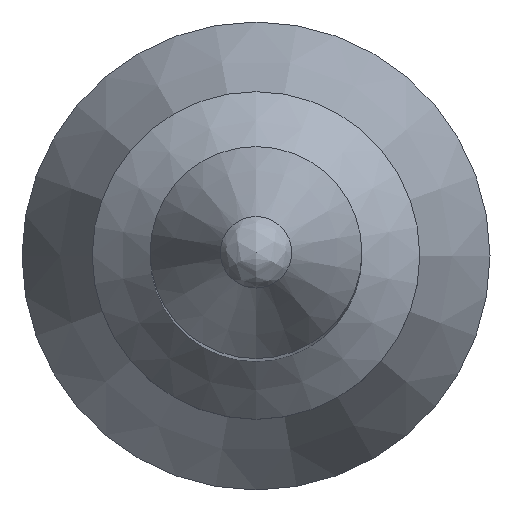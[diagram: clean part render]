
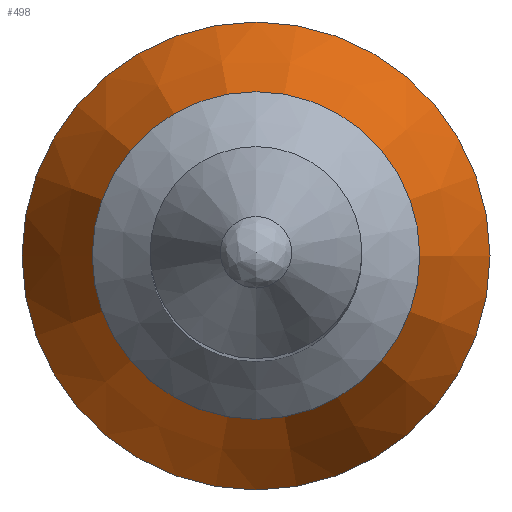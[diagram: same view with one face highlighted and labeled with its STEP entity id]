
A CAD part, top view. The second image highlights one B-rep face of the part: STEP entity #498.
In plain terms, the highlighted conical face has half-angle 24.513 degrees and reference radius 1.75 mm.
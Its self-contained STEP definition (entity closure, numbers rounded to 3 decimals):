
#204=CONICAL_SURFACE('',#3099,1.75,24.513);
#498=ADVANCED_FACE('',(#617,#618),#204,.T.);
#617=FACE_BOUND('',#781,.T.);
#618=FACE_BOUND('',#782,.T.);
#781=EDGE_LOOP('',(#1343));
#782=EDGE_LOOP('',(#1344));
#1343=ORIENTED_EDGE('',*,*,#1831,.T.);
#1344=ORIENTED_EDGE('',*,*,#1832,.F.);
#1548=VERTEX_POINT('',#5401);
#1549=VERTEX_POINT('',#5403);
#1831=EDGE_CURVE('',#1548,#1548,#1881,.T.);
#1832=EDGE_CURVE('',#1549,#1549,#1966,.T.);
#1881=B_SPLINE_CURVE_WITH_KNOTS('',3,(#5383,#5384,#5385,#5386,#5387,#5388,
#5389,#5390,#5391,#5392,#5393,#5394,#5395,#5396,#5397,#5398,#5399,#5400),
 .UNSPECIFIED.,.T.,.F.,(2,2,2,2,2,2,2,2,2,2,2),(-0.125,0.,0.125,0.25,0.375,
0.5,0.625,0.75,0.875,1.,1.125),.UNSPECIFIED.);
#1966=CIRCLE('',#3098,1.75);
#3098=AXIS2_PLACEMENT_3D('',#5402,#3773,#3774);
#3099=AXIS2_PLACEMENT_3D('',#5404,#3775,#3776);
#3773=DIRECTION('',(0.,0.,-1.));
#3774=DIRECTION('',(-1.,0.,0.));
#3775=DIRECTION('',(0.,0.,-1.));
#3776=DIRECTION('',(-1.,0.,0.));
#5383=CARTESIAN_POINT('',(-0.9,-0.236,10.997));
#5384=CARTESIAN_POINT('',(-0.9,0.236,10.997));
#5385=CARTESIAN_POINT('',(-0.803,0.47,10.997));
#5386=CARTESIAN_POINT('',(-0.47,0.803,10.997));
#5387=CARTESIAN_POINT('',(-0.236,0.9,10.997));
#5388=CARTESIAN_POINT('',(0.236,0.9,10.997));
#5389=CARTESIAN_POINT('',(0.47,0.803,10.997));
#5390=CARTESIAN_POINT('',(0.803,0.47,10.997));
#5391=CARTESIAN_POINT('',(0.9,0.236,10.997));
#5392=CARTESIAN_POINT('',(0.9,-0.236,10.997));
#5393=CARTESIAN_POINT('',(0.803,-0.47,10.997));
#5394=CARTESIAN_POINT('',(0.47,-0.803,10.997));
#5395=CARTESIAN_POINT('',(0.236,-0.9,10.997));
#5396=CARTESIAN_POINT('',(-0.236,-0.9,10.997));
#5397=CARTESIAN_POINT('',(-0.47,-0.803,10.997));
#5398=CARTESIAN_POINT('',(-0.803,-0.47,10.997));
#5399=CARTESIAN_POINT('',(-0.9,-0.236,10.997));
#5400=CARTESIAN_POINT('',(-0.9,0.236,10.997));
#5401=CARTESIAN_POINT('',(-0.9,0.,10.997));
#5402=CARTESIAN_POINT('',(0.,0.,9.133));
#5403=CARTESIAN_POINT('',(-1.75,0.,9.133));
#5404=CARTESIAN_POINT('',(0.,0.,9.133));
